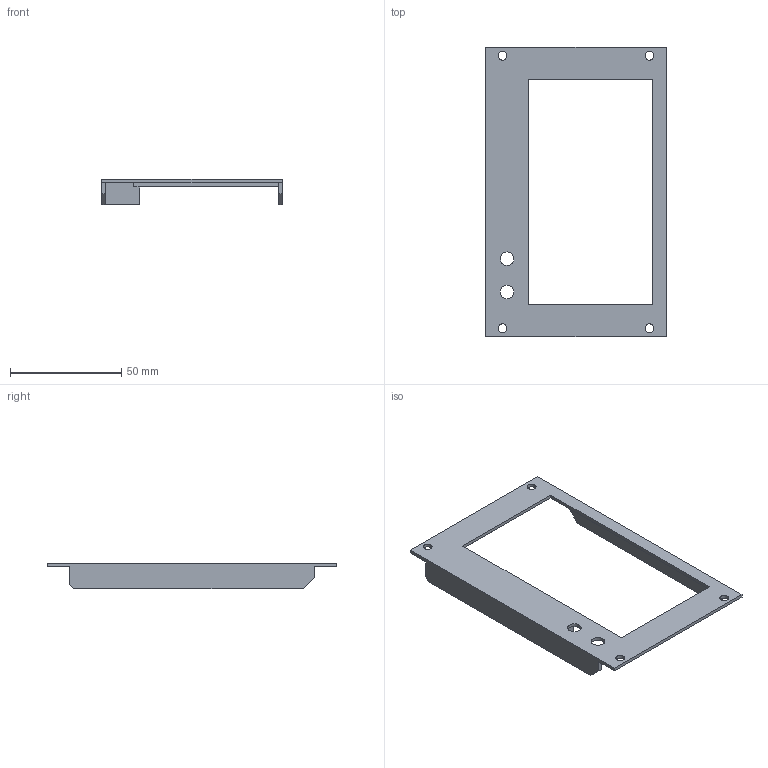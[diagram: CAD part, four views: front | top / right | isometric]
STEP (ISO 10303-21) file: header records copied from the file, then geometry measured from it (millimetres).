
FILE_DESCRIPTION(('HOOPS Exchange Step'),'2;1');
FILE_NAME('export-4ACC8C45-908D-4C09-957A-60AD5631DF59.stp','2021-02-18T17:56:22+01:00',('31616'),('Alibre'),'HOOPS Exchange 2019.2','Alibre','Unknown authorisation');
FILE_SCHEMA( ('AP242_MANAGED_MODEL_BASED_3D_ENGINEERING_MIM_LF {1 0 10303 442 1 1 4 }') );
Length unit declared in the file: centimetre
Products named in the file (1): PO_module
Bounding box: 81.04 x 130 x 11.5 mm (x, y, z)
Volume: 12903.5 mm3; surface area: 16564.6 mm2
Topology: 1 solids, 1 shells, 53 faces, 161 edges, 112 vertices
Faces by surface type: plane 45, cylinder 8
Full cylindrical faces by diameter (mm): 2 x2, 4 x4, 6.1 x2
Entity records: 1876 total; most frequent: CARTESIAN_POINT 328, ORIENTED_EDGE 322, DIRECTION 301, EDGE_CURVE 161, VECTOR 131, LINE 131, VERTEX_POINT 112, AXIS2_PLACEMENT_3D 85
